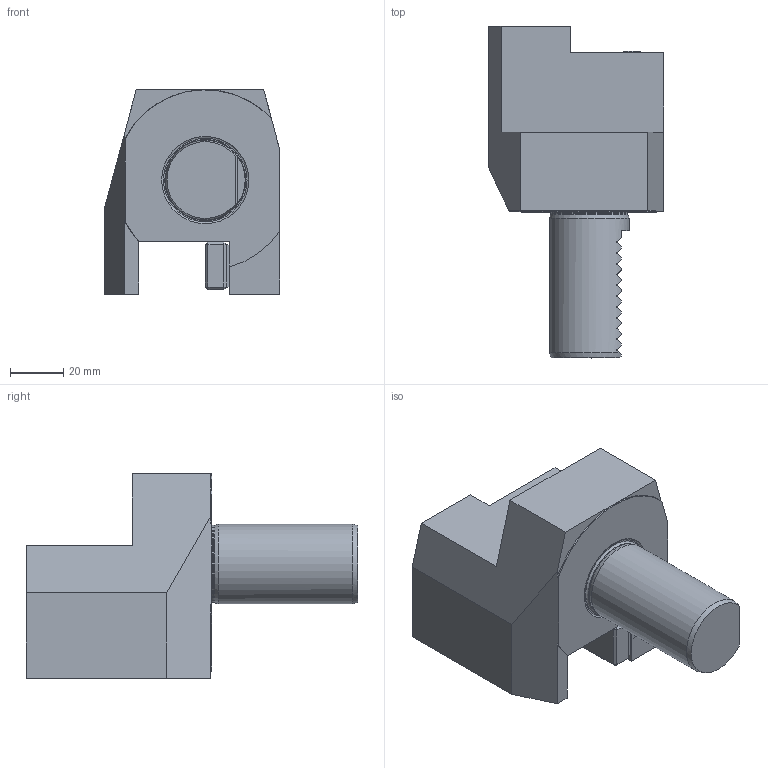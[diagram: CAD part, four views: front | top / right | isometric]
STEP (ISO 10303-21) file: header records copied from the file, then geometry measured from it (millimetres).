
FILE_DESCRIPTION (( 'STEP AP214' ), '1' );
FILE_NAME ('C230X25.STEP', '2025-07-10T06:40:12', ( '' ), ( '' ), 'SwSTEP 2.0', 'SolidWorks 2023', '' );
FILE_SCHEMA (( 'AUTOMOTIVE_DESIGN' ));
Length unit declared in the file: millimetre
Products named in the file (1): C230X25
Bounding box: 66 x 125 x 77 mm (x, y, z)
Volume: 253359.7 mm3; surface area: 33650.4 mm2
Topology: 1 solids, 1 shells, 324 faces, 852 edges, 558 vertices
Faces by surface type: plane 219, bspline 57, cylinder 42, torus 3, cone 2, sphere 1
Full cylindrical faces by diameter (mm): 1.7 x1, 2.1 x1, 6.366 x1, 29.1 x1, 30 x1
Entity records: 15567 total; most frequent: CARTESIAN_POINT 5853, ORIENTED_EDGE 1682, DIRECTION 1260, EDGE_CURVE 841, VECTOR 582, LINE 582, VERTEX_POINT 556, EDGE_LOOP 361
